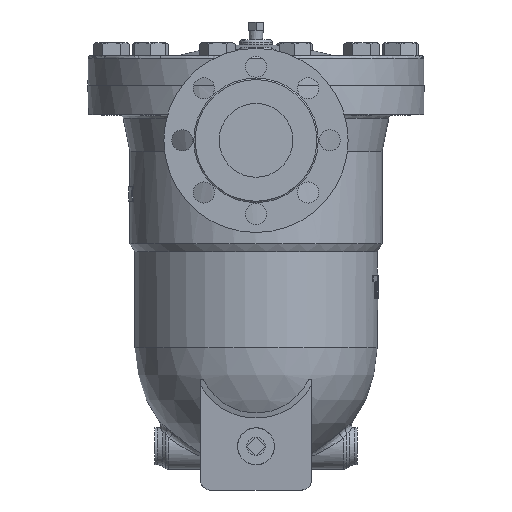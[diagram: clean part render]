
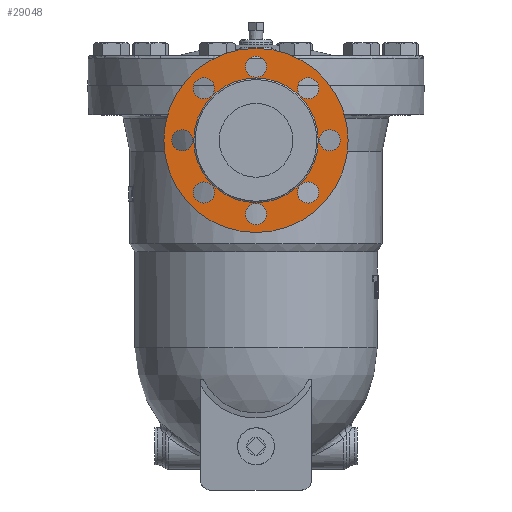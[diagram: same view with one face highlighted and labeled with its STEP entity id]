
A CAD part, left-side view. The second image highlights one B-rep face of the part: STEP entity #29048.
In plain terms, the highlighted planar face has unit normal (-1, 0, 0).
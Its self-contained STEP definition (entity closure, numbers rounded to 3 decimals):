
#28929=CARTESIAN_POINT('',(-257.,0.0,40.));
#28930=VERTEX_POINT('',#28929);
#28931=CARTESIAN_POINT('',(-257.,0.0,-60.));
#28932=DIRECTION('',(-1.0,0.0,0.0));
#28933=DIRECTION('',(0.0,0.0,1.0));
#28934=AXIS2_PLACEMENT_3D('',#28931,#28932,#28933);
#28935=CIRCLE('',#28934,100.0);
#28936=EDGE_CURVE('',#28930,#28930,#28935,.T.);
#28941=CARTESIAN_POINT('',(-257.,0.0,23.));
#28942=DIRECTION('',(-1.0,0.0,0.0));
#28943=DIRECTION('',(0.0,0.0,1.0));
#28944=AXIS2_PLACEMENT_3D('',#28941,#28942,#28943);
#28945=PLANE('',#28944);
#28946=ORIENTED_EDGE('',*,*,#28936,.T.);
#28947=EDGE_LOOP('',(#28946));
#28948=FACE_OUTER_BOUND('',#28947,.T.);
#28949=CARTESIAN_POINT('',(-257.,45.069,-116.569));
#28950=VERTEX_POINT('',#28949);
#28951=CARTESIAN_POINT('',(-257.,56.569,-116.569));
#28952=DIRECTION('',(1.0,0.0,0.0));
#28953=DIRECTION('',(0.0,-1.0,0.0));
#28954=AXIS2_PLACEMENT_3D('',#28951,#28952,#28953);
#28955=CIRCLE('',#28954,11.5);
#28956=EDGE_CURVE('',#28950,#28950,#28955,.T.);
#28957=ORIENTED_EDGE('',*,*,#28956,.T.);
#28958=EDGE_LOOP('',(#28957));
#28959=FACE_BOUND('',#28958,.T.);
#28960=CARTESIAN_POINT('',(-257.,71.868,-68.132));
#28961=VERTEX_POINT('',#28960);
#28962=CARTESIAN_POINT('',(-257.,80.,-60.));
#28963=DIRECTION('',(1.0,0.,0.));
#28964=DIRECTION('',(0.,-0.707,-0.707));
#28965=AXIS2_PLACEMENT_3D('',#28962,#28963,#28964);
#28966=CIRCLE('',#28965,11.5);
#28967=EDGE_CURVE('',#28961,#28961,#28966,.T.);
#28968=ORIENTED_EDGE('',*,*,#28967,.T.);
#28969=EDGE_LOOP('',(#28968));
#28970=FACE_BOUND('',#28969,.T.);
#28971=CARTESIAN_POINT('',(-257.,56.569,-14.931));
#28972=VERTEX_POINT('',#28971);
#28973=CARTESIAN_POINT('',(-257.0,56.569,-3.431));
#28974=DIRECTION('',(1.0,0.0,0.0));
#28975=DIRECTION('',(0.0,0.0,-1.0));
#28976=AXIS2_PLACEMENT_3D('',#28973,#28974,#28975);
#28977=CIRCLE('',#28976,11.5);
#28978=EDGE_CURVE('',#28972,#28972,#28977,.T.);
#28979=ORIENTED_EDGE('',*,*,#28978,.T.);
#28980=EDGE_LOOP('',(#28979));
#28981=FACE_BOUND('',#28980,.T.);
#28982=CARTESIAN_POINT('',(-257.,8.132,11.868));
#28983=VERTEX_POINT('',#28982);
#28984=CARTESIAN_POINT('',(-257.0,0.,20.));
#28985=DIRECTION('',(1.0,0.,0.));
#28986=DIRECTION('',(0.,0.707,-0.707));
#28987=AXIS2_PLACEMENT_3D('',#28984,#28985,#28986);
#28988=CIRCLE('',#28987,11.5);
#28989=EDGE_CURVE('',#28983,#28983,#28988,.T.);
#28990=ORIENTED_EDGE('',*,*,#28989,.T.);
#28991=EDGE_LOOP('',(#28990));
#28992=FACE_BOUND('',#28991,.T.);
#28993=CARTESIAN_POINT('',(-257.,-45.069,-3.431));
#28994=VERTEX_POINT('',#28993);
#28995=CARTESIAN_POINT('',(-257.0,-56.569,-3.431));
#28996=DIRECTION('',(1.0,0.0,0.0));
#28997=DIRECTION('',(0.0,1.0,0.0));
#28998=AXIS2_PLACEMENT_3D('',#28995,#28996,#28997);
#28999=CIRCLE('',#28998,11.5);
#29000=EDGE_CURVE('',#28994,#28994,#28999,.T.);
#29001=ORIENTED_EDGE('',*,*,#29000,.T.);
#29002=EDGE_LOOP('',(#29001));
#29003=FACE_BOUND('',#29002,.T.);
#29004=CARTESIAN_POINT('',(-257.,-71.868,-51.868));
#29005=VERTEX_POINT('',#29004);
#29006=CARTESIAN_POINT('',(-257.,-80.,-60.));
#29007=DIRECTION('',(1.0,0.,0.));
#29008=DIRECTION('',(0.,0.707,0.707));
#29009=AXIS2_PLACEMENT_3D('',#29006,#29007,#29008);
#29010=CIRCLE('',#29009,11.5);
#29011=EDGE_CURVE('',#29005,#29005,#29010,.T.);
#29012=ORIENTED_EDGE('',*,*,#29011,.T.);
#29013=EDGE_LOOP('',(#29012));
#29014=FACE_BOUND('',#29013,.T.);
#29015=CARTESIAN_POINT('',(-257.,-56.569,-105.069));
#29016=VERTEX_POINT('',#29015);
#29017=CARTESIAN_POINT('',(-257.,-56.569,-116.569));
#29018=DIRECTION('',(1.0,0.0,0.0));
#29019=DIRECTION('',(0.0,0.0,1.0));
#29020=AXIS2_PLACEMENT_3D('',#29017,#29018,#29019);
#29021=CIRCLE('',#29020,11.5);
#29022=EDGE_CURVE('',#29016,#29016,#29021,.T.);
#29023=ORIENTED_EDGE('',*,*,#29022,.T.);
#29024=EDGE_LOOP('',(#29023));
#29025=FACE_BOUND('',#29024,.T.);
#29026=CARTESIAN_POINT('',(-257.,0.0,7.6));
#29027=VERTEX_POINT('',#29026);
#29028=CARTESIAN_POINT('',(-257.,0.0,-60.));
#29029=DIRECTION('',(-1.0,0.0,0.0));
#29030=DIRECTION('',(0.0,0.0,-1.0));
#29031=AXIS2_PLACEMENT_3D('',#29028,#29029,#29030);
#29032=CIRCLE('',#29031,67.6);
#29033=EDGE_CURVE('',#29027,#29027,#29032,.T.);
#29034=ORIENTED_EDGE('',*,*,#29033,.F.);
#29035=EDGE_LOOP('',(#29034));
#29036=FACE_BOUND('',#29035,.T.);
#29037=CARTESIAN_POINT('',(-257.,-8.132,-131.868));
#29038=VERTEX_POINT('',#29037);
#29039=CARTESIAN_POINT('',(-257.0,0.,-140.));
#29040=DIRECTION('',(1.,0.,0.));
#29041=DIRECTION('',(0.,-0.707,0.707));
#29042=AXIS2_PLACEMENT_3D('',#29039,#29040,#29041);
#29043=CIRCLE('',#29042,11.5);
#29044=EDGE_CURVE('',#29038,#29038,#29043,.T.);
#29045=ORIENTED_EDGE('',*,*,#29044,.T.);
#29046=EDGE_LOOP('',(#29045));
#29047=FACE_BOUND('',#29046,.T.);
#29048=ADVANCED_FACE('',(#28948,#28959,#28970,#28981,#28992,#29003,#29014,#29025,#29036,#29047),#28945,.T.);
